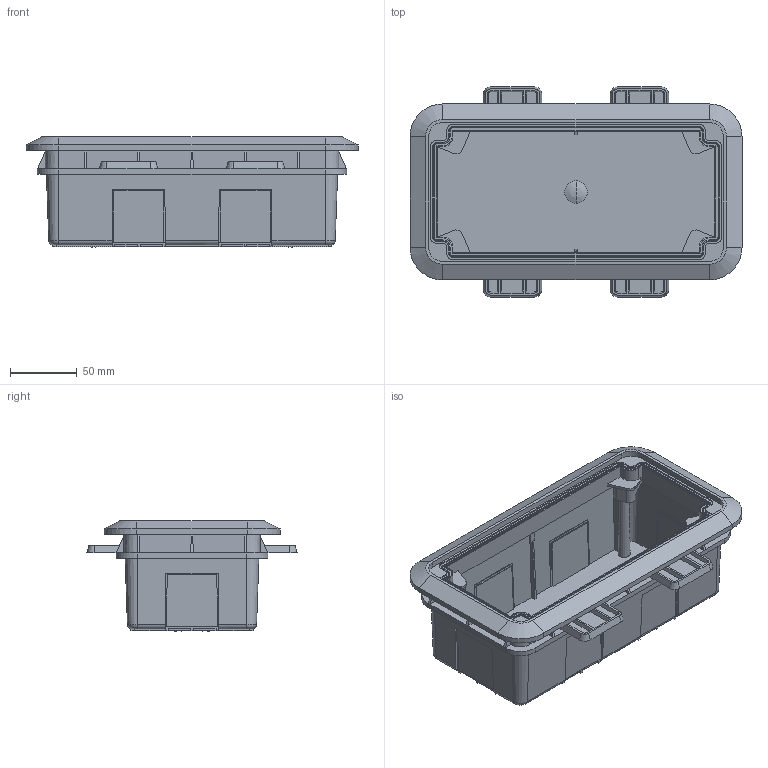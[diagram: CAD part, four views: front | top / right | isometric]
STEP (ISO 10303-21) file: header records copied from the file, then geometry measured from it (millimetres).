
FILE_DESCRIPTION((''),'2;1');
FILE_NAME('GW66683PM_CASS_PM_PRESE_BL_VR_ASM','2020-07-22T08:51:50',('User'),('Technoprobe spa'),'CREO PARAMETRIC BY PTC INC, 2019471','CREO PARAMETRIC BY PTC INC, 2019471','');
FILE_SCHEMA(('CONFIG_CONTROL_DESIGN'));
Length unit declared in the file: millimetre
Products named in the file (3): 53028833CXXX_SCATOLA_INC_PR_BL_; 53025938BXXX_CORNICE_PER_PR_INT; GW66683PM_CASS_PM_PRESE_BL_VR_ASM
Assembly tree (2 placements, depth 2):
  GW66683PM_CASS_PM_PRESE_BL_VR_ASM
    53028833CXXX_SCATOLA_INC_PR_BL_
    53025938BXXX_CORNICE_PER_PR_INT
Bounding box: 249 x 157.55 x 82.5 mm (x, y, z)
Volume: 226550.1 mm3; surface area: 237087 mm2
Topology: 2 solids, 2 shells, 1138 faces, 3234 edges, 2114 vertices
Faces by surface type: plane 904, cone 112, cylinder 106, bspline 8, torus 4, sphere 4
Entity records: 37328 total; most frequent: CARTESIAN_POINT 7715, ORIENTED_EDGE 6460, DIRECTION 5704, EDGE_CURVE 3230, VECTOR 2670, LINE 2670, VERTEX_POINT 2114, AXIS2_PLACEMENT_3D 1517
